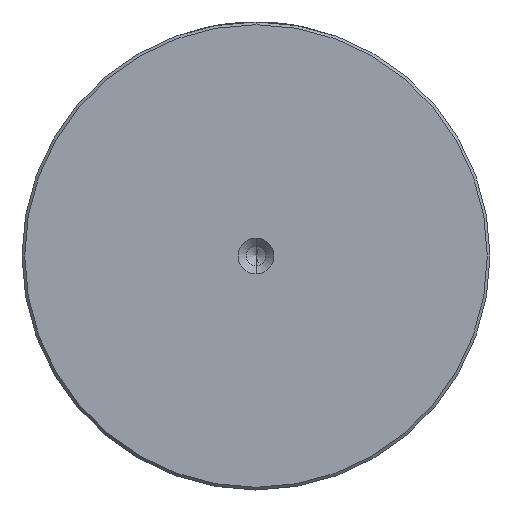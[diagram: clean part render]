
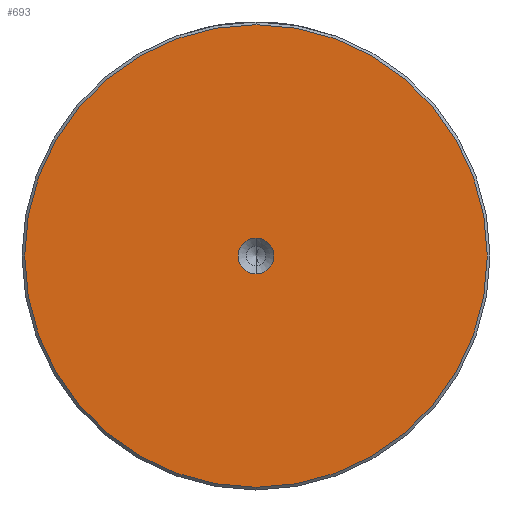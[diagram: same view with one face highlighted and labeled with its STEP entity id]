
A CAD part, left-side view. The second image highlights one B-rep face of the part: STEP entity #693.
In plain terms, the highlighted planar face has unit normal (-1, 0, 0).
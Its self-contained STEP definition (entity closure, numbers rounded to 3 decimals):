
#26 = DIRECTION ( 'NONE',  ( 0., 0., 1. ) ) ;
#53 = CARTESIAN_POINT ( 'NONE',  ( 0., 0., 0. ) ) ;
#89 = ORIENTED_EDGE ( 'NONE', *, *, #3457, .T. ) ;
#345 = DIRECTION ( 'NONE',  ( 0., 0., 1. ) ) ;
#356 = ORIENTED_EDGE ( 'NONE', *, *, #787, .F. ) ;
#360 = CIRCLE ( 'NONE', #3227, 42.5 ) ;
#396 = DIRECTION ( 'NONE',  ( -1., 0., 0. ) ) ;
#638 = AXIS2_PLACEMENT_3D ( 'NONE', #53, #1989, #345 ) ;
#655 = DIRECTION ( 'NONE',  ( -1., 0., 0. ) ) ;
#693 = ADVANCED_FACE ( 'NONE', ( #3222, #1059 ), #1411, .T. ) ;
#787 = EDGE_CURVE ( 'NONE', #974, #1309, #2099, .T. ) ;
#830 = EDGE_LOOP ( 'NONE', ( #356, #1684 ) ) ;
#831 = VERTEX_POINT ( 'NONE', #1490 ) ;
#876 = CARTESIAN_POINT ( 'NONE',  ( 0., 0., 0. ) ) ;
#974 = VERTEX_POINT ( 'NONE', #1856 ) ;
#1011 = ORIENTED_EDGE ( 'NONE', *, *, #3310, .T. ) ;
#1059 = FACE_BOUND ( 'NONE', #830, .T. ) ;
#1140 = CARTESIAN_POINT ( 'NONE',  ( 0., 0., 0. ) ) ;
#1150 = DIRECTION ( 'NONE',  ( 0., 0., 1. ) ) ;
#1229 = EDGE_LOOP ( 'NONE', ( #89, #1011 ) ) ;
#1309 = VERTEX_POINT ( 'NONE', #3091 ) ;
#1311 = AXIS2_PLACEMENT_3D ( 'NONE', #1140, #1688, #26 ) ;
#1411 = PLANE ( 'NONE',  #1311 ) ;
#1490 = CARTESIAN_POINT ( 'NONE',  ( 0., 0., -42.5 ) ) ;
#1573 = AXIS2_PLACEMENT_3D ( 'NONE', #2299, #655, #2577 ) ;
#1684 = ORIENTED_EDGE ( 'NONE', *, *, #2200, .F. ) ;
#1688 = DIRECTION ( 'NONE',  ( -1., 0., 0. ) ) ;
#1856 = CARTESIAN_POINT ( 'NONE',  ( 0., 0., 3.3 ) ) ;
#1989 = DIRECTION ( 'NONE',  ( -1., 0., 0. ) ) ;
#2050 = CARTESIAN_POINT ( 'NONE',  ( 0., 0., 0. ) ) ;
#2099 = CIRCLE ( 'NONE', #1573, 3.3 ) ;
#2200 = EDGE_CURVE ( 'NONE', #1309, #974, #2944, .T. ) ;
#2299 = CARTESIAN_POINT ( 'NONE',  ( 0., 0., 0. ) ) ;
#2325 = DIRECTION ( 'NONE',  ( 0., 0., 1. ) ) ;
#2524 = CARTESIAN_POINT ( 'NONE',  ( 0., 0., 42.5 ) ) ;
#2577 = DIRECTION ( 'NONE',  ( 0., 0., 1. ) ) ;
#2642 = AXIS2_PLACEMENT_3D ( 'NONE', #2050, #396, #2325 ) ;
#2754 = CIRCLE ( 'NONE', #2642, 42.5 ) ;
#2782 = DIRECTION ( 'NONE',  ( -1., 0., 0. ) ) ;
#2944 = CIRCLE ( 'NONE', #638, 3.3 ) ;
#3091 = CARTESIAN_POINT ( 'NONE',  ( 0., 0., -3.3 ) ) ;
#3222 = FACE_OUTER_BOUND ( 'NONE', #1229, .T. ) ;
#3227 = AXIS2_PLACEMENT_3D ( 'NONE', #876, #2782, #1150 ) ;
#3310 = EDGE_CURVE ( 'NONE', #3323, #831, #360, .T. ) ;
#3323 = VERTEX_POINT ( 'NONE', #2524 ) ;
#3457 = EDGE_CURVE ( 'NONE', #831, #3323, #2754, .T. ) ;
